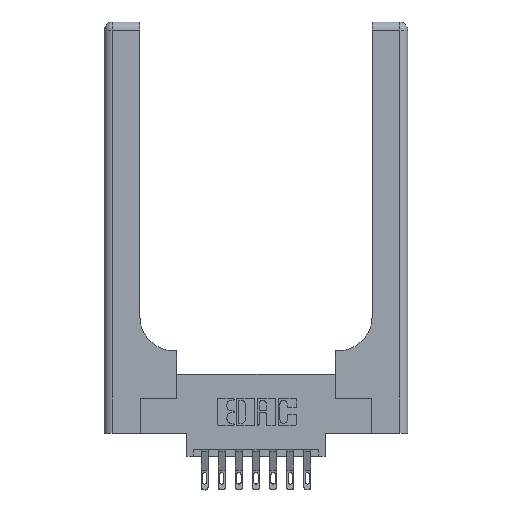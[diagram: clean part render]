
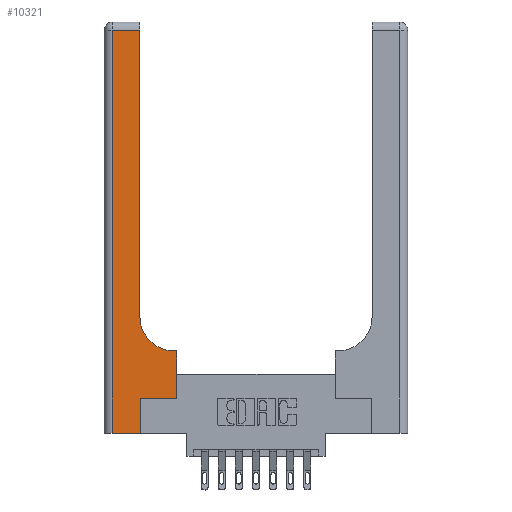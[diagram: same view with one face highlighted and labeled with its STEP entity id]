
A CAD part, top view. The second image highlights one B-rep face of the part: STEP entity #10321.
In plain terms, the highlighted planar face has unit normal (0, 0, 1).
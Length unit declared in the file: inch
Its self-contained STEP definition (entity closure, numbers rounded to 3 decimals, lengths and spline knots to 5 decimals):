
#59 = DIRECTION ( 'NONE',  ( 0., 1., 0. ) ) ;
#134 = LINE ( 'NONE', #10506, #505 ) ;
#318 = VECTOR ( 'NONE', #14394, 39.37008 ) ;
#505 = VECTOR ( 'NONE', #59, 39.37008 ) ;
#680 = VECTOR ( 'NONE', #2334, 39.37008 ) ;
#987 = ORIENTED_EDGE ( 'NONE', *, *, #13458, .T. ) ;
#1050 = CARTESIAN_POINT ( 'NONE',  ( 0.51, 0.85, 0.37 ) ) ;
#1073 = VECTOR ( 'NONE', #11921, 39.37008 ) ;
#1310 = AXIS2_PLACEMENT_3D ( 'NONE', #1050, #9110, #2196 ) ;
#2196 = DIRECTION ( 'NONE',  ( 1., 0., 0. ) ) ;
#2270 = DIRECTION ( 'NONE',  ( 0., 1., 0. ) ) ;
#2334 = DIRECTION ( 'NONE',  ( 0., 1., 0. ) ) ;
#2471 = LINE ( 'NONE', #6352, #14372 ) ;
#2736 = ORIENTED_EDGE ( 'NONE', *, *, #11053, .T. ) ;
#3001 = ORIENTED_EDGE ( 'NONE', *, *, #14946, .T. ) ;
#3588 = CIRCLE ( 'NONE', #1310, 0.25 ) ;
#3908 = EDGE_CURVE ( 'NONE', #5751, #11773, #3588, .T. ) ;
#4325 = VECTOR ( 'NONE', #2270, 39.37008 ) ;
#4410 = VERTEX_POINT ( 'NONE', #5207 ) ;
#4472 = CARTESIAN_POINT ( 'NONE',  ( 0.265, 0.25, 0.37 ) ) ;
#4663 = CARTESIAN_POINT ( 'NONE',  ( 0.528, 0.6, 0.37 ) ) ;
#5167 = VERTEX_POINT ( 'NONE', #14070 ) ;
#5207 = CARTESIAN_POINT ( 'NONE',  ( 0.06, 2.94, 0.37 ) ) ;
#5595 = EDGE_CURVE ( 'NONE', #5167, #7960, #9849, .T. ) ;
#5645 = EDGE_LOOP ( 'NONE', ( #7222, #2736, #7276, #7747, #987, #7854, #13395, #3001, #8793 ) ) ;
#5751 = VERTEX_POINT ( 'NONE', #8298 ) ;
#6075 = LINE ( 'NONE', #7423, #318 ) ;
#6200 = CARTESIAN_POINT ( 'NONE',  ( 0., 2.94, 0.37 ) ) ;
#6336 = VERTEX_POINT ( 'NONE', #13989 ) ;
#6352 = CARTESIAN_POINT ( 'NONE',  ( 0., 0., 0.37 ) ) ;
#6435 = LINE ( 'NONE', #10406, #680 ) ;
#6509 = VERTEX_POINT ( 'NONE', #9628 ) ;
#6723 = DIRECTION ( 'NONE',  ( 0., 0., -1. ) ) ;
#7097 = EDGE_CURVE ( 'NONE', #4410, #6336, #10347, .T. ) ;
#7222 = ORIENTED_EDGE ( 'NONE', *, *, #12449, .T. ) ;
#7276 = ORIENTED_EDGE ( 'NONE', *, *, #7097, .T. ) ;
#7423 = CARTESIAN_POINT ( 'NONE',  ( 0.26, 0.6, 0.37 ) ) ;
#7747 = ORIENTED_EDGE ( 'NONE', *, *, #13781, .T. ) ;
#7757 = LINE ( 'NONE', #9178, #4325 ) ;
#7854 = ORIENTED_EDGE ( 'NONE', *, *, #5595, .T. ) ;
#7940 = DIRECTION ( 'NONE',  ( 1., 0., 0. ) ) ;
#7960 = VERTEX_POINT ( 'NONE', #12313 ) ;
#8261 = CARTESIAN_POINT ( 'NONE',  ( 0.265, 0., 0.37 ) ) ;
#8298 = CARTESIAN_POINT ( 'NONE',  ( 0.51, 0.6, 0.37 ) ) ;
#8793 = ORIENTED_EDGE ( 'NONE', *, *, #3908, .T. ) ;
#9110 = DIRECTION ( 'NONE',  ( 0., 0., -1. ) ) ;
#9178 = CARTESIAN_POINT ( 'NONE',  ( 0.528, 0.25, 0.37 ) ) ;
#9395 = FACE_OUTER_BOUND ( 'NONE', #5645, .T. ) ;
#9628 = CARTESIAN_POINT ( 'NONE',  ( 0.26, 2.94, 0.37 ) ) ;
#9833 = DIRECTION ( 'NONE',  ( 1., 0., 0. ) ) ;
#9849 = LINE ( 'NONE', #4472, #11854 ) ;
#9888 = VERTEX_POINT ( 'NONE', #8261 ) ;
#10273 = LINE ( 'NONE', #6200, #1073 ) ;
#10321 = ADVANCED_FACE ( 'NONE', ( #9395 ), #12496, .F. ) ;
#10347 = LINE ( 'NONE', #14508, #14144 ) ;
#10406 = CARTESIAN_POINT ( 'NONE',  ( 0.265, 0., 0.37 ) ) ;
#10506 = CARTESIAN_POINT ( 'NONE',  ( 0.26, 3., 0.37 ) ) ;
#10769 = EDGE_CURVE ( 'NONE', #7960, #13490, #7757, .T. ) ;
#11053 = EDGE_CURVE ( 'NONE', #6509, #4410, #10273, .T. ) ;
#11773 = VERTEX_POINT ( 'NONE', #13692 ) ;
#11854 = VECTOR ( 'NONE', #7940, 39.37008 ) ;
#11921 = DIRECTION ( 'NONE',  ( -1., 0., 0. ) ) ;
#12313 = CARTESIAN_POINT ( 'NONE',  ( 0.528, 0.25, 0.37 ) ) ;
#12449 = EDGE_CURVE ( 'NONE', #11773, #6509, #134, .T. ) ;
#12496 = PLANE ( 'NONE',  #13067 ) ;
#13067 = AXIS2_PLACEMENT_3D ( 'NONE', #13651, #6723, #14802 ) ;
#13353 = DIRECTION ( 'NONE',  ( 0., -1., 0. ) ) ;
#13395 = ORIENTED_EDGE ( 'NONE', *, *, #10769, .T. ) ;
#13458 = EDGE_CURVE ( 'NONE', #9888, #5167, #6435, .T. ) ;
#13490 = VERTEX_POINT ( 'NONE', #4663 ) ;
#13651 = CARTESIAN_POINT ( 'NONE',  ( 0., 3., 0.37 ) ) ;
#13692 = CARTESIAN_POINT ( 'NONE',  ( 0.26, 0.85, 0.37 ) ) ;
#13781 = EDGE_CURVE ( 'NONE', #6336, #9888, #2471, .T. ) ;
#13989 = CARTESIAN_POINT ( 'NONE',  ( 0.06, 0., 0.37 ) ) ;
#14070 = CARTESIAN_POINT ( 'NONE',  ( 0.265, 0.25, 0.37 ) ) ;
#14144 = VECTOR ( 'NONE', #13353, 39.37008 ) ;
#14372 = VECTOR ( 'NONE', #9833, 39.37008 ) ;
#14394 = DIRECTION ( 'NONE',  ( -1., 0., 0. ) ) ;
#14508 = CARTESIAN_POINT ( 'NONE',  ( 0.06, 3., 0.37 ) ) ;
#14802 = DIRECTION ( 'NONE',  ( -1., 0., 0. ) ) ;
#14946 = EDGE_CURVE ( 'NONE', #13490, #5751, #6075, .T. ) ;
